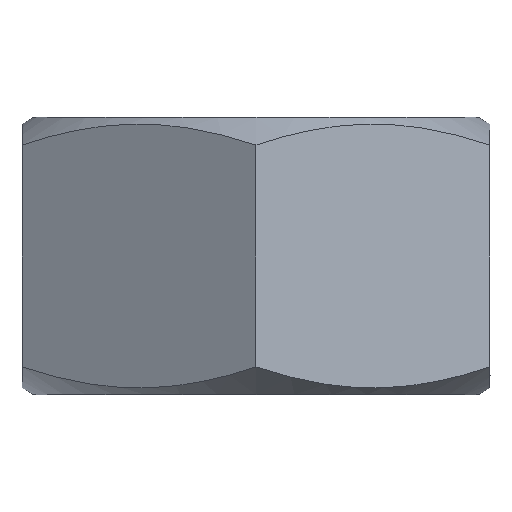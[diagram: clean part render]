
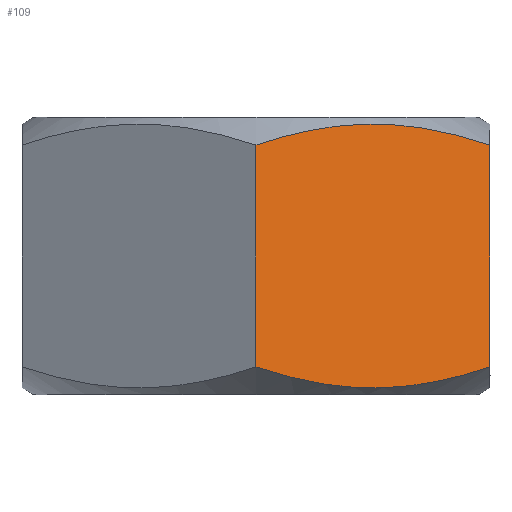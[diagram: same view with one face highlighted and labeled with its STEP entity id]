
A CAD part, front view. The second image highlights one B-rep face of the part: STEP entity #109.
In plain terms, the highlighted planar face has unit normal (0.5, -0.866, 0).
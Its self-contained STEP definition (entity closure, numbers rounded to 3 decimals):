
#109=ADVANCED_FACE('',(#154),#156,.T.);
#154=FACE_BOUND('',#155,.T.);
#155=EDGE_LOOP('',(#240,#241,#242,#243));
#156=PLANE('',#157);
#157=AXIS2_PLACEMENT_3D('',#158,#159,#160);
#158=CARTESIAN_POINT('',(0.,-15.588,0.));
#159=DIRECTION('',(0.5,-0.866,0.));
#160=DIRECTION('',(0.866,0.5,0.));
#240=ORIENTED_EDGE('',*,*,#285,.T.);
#241=ORIENTED_EDGE('',*,*,#284,.T.);
#242=ORIENTED_EDGE('',*,*,#286,.T.);
#243=ORIENTED_EDGE('',*,*,#287,.F.);
#284=EDGE_CURVE('',#316,#318,#320,.T.);
#285=EDGE_CURVE('',#321,#316,#322,.T.);
#286=EDGE_CURVE('',#318,#323,#324,.T.);
#287=EDGE_CURVE('',#321,#323,#325,.T.);
#316=VERTEX_POINT('',#660);
#318=VERTEX_POINT('',#716);
#320=LINE('',#772,#773);
#321=VERTEX_POINT('',#775);
#322=B_SPLINE_CURVE_WITH_KNOTS('',3,
(#776,#777,#778,#779,#780,#781,#782,#783,#784,#785,#786,#787,#788,#789,#790,#791,
#792,#793,#794,#795,#796,#797,#798,#799,#800,#801,#802,#803,#804,#805,#806,#807,
#808,#809,#810,#811,#812,#813,#814,#815,#816,#817,#818,#819,#820,#821),
.UNSPECIFIED.,.F.,.F.,
(4,1,1,1,1,1,1,1,1,1,1,1,1,1,1,1,1,1,1,1,1,1,1,1,1,1,1,1,1,1,1,1,1,1,1,1,1,1,1,1,
1,1,1,4),
(0.,0.011,0.021,0.032,0.044,
0.055,0.071,0.088,0.105,0.12,
0.135,0.154,0.174,0.196,0.221,
0.256,0.293,0.331,0.362,0.392,
0.423,0.454,0.484,0.5,0.513,
0.541,0.569,0.596,0.622,0.649,
0.675,0.702,0.728,0.753,0.779,
0.804,0.829,0.854,0.879,0.903,
0.928,0.952,0.976,1.),
.UNSPECIFIED.);
#323=VERTEX_POINT('',#822);
#324=B_SPLINE_CURVE_WITH_KNOTS('',3,
(#823,#824,#825,#826,#827,#828,#829,#830,#831,#832,#833,#834,#835,#836,#837,#838,
#839,#840,#841,#842,#843,#844,#845,#846,#847,#848,#849,#850,#851,#852,#853,#854,
#855,#856,#857,#858,#859,#860,#861,#862,#863,#864,#865,#866,#867,#868),
.UNSPECIFIED.,.F.,.F.,
(4,1,1,1,1,1,1,1,1,1,1,1,1,1,1,1,1,1,1,1,1,1,1,1,1,1,1,1,1,1,1,1,1,1,1,1,1,1,1,1,
1,1,1,4),
(0.,0.011,0.021,0.032,0.044,0.055,
0.071,0.088,0.105,0.12,0.135,
0.154,0.174,0.196,0.221,0.256,
0.293,0.331,0.362,0.392,0.423,
0.454,0.484,0.5,0.513,0.541,
0.569,0.596,0.622,0.649,0.675,
0.702,0.728,0.753,0.779,0.804,
0.829,0.854,0.879,0.903,0.928,
0.952,0.976,1.),
.UNSPECIFIED.);
#325=LINE('',#869,#870);
#660=CARTESIAN_POINT('',(13.5,-7.794,1.595));
#716=CARTESIAN_POINT('',(13.5,-7.794,14.405));
#772=CARTESIAN_POINT('',(13.5,-7.794,1.595));
#773=VECTOR('',#774,1.);
#774=DIRECTION('',(0.,0.,1.));
#775=CARTESIAN_POINT('',(0.,-15.588,1.595));
#776=CARTESIAN_POINT('',(0.,-15.588,1.595));
#777=CARTESIAN_POINT('',(0.046,-15.562,1.58));
#778=CARTESIAN_POINT('',(0.14,-15.508,1.549));
#779=CARTESIAN_POINT('',(0.282,-15.426,1.503));
#780=CARTESIAN_POINT('',(0.427,-15.342,1.456));
#781=CARTESIAN_POINT('',(0.575,-15.256,1.41));
#782=CARTESIAN_POINT('',(0.747,-15.157,1.357));
#783=CARTESIAN_POINT('',(0.943,-15.044,1.298));
#784=CARTESIAN_POINT('',(1.164,-14.916,1.233));
#785=CARTESIAN_POINT('',(1.379,-14.792,1.173));
#786=CARTESIAN_POINT('',(1.591,-14.67,1.115));
#787=CARTESIAN_POINT('',(1.809,-14.544,1.057));
#788=CARTESIAN_POINT('',(2.051,-14.404,0.995));
#789=CARTESIAN_POINT('',(2.324,-14.247,0.929));
#790=CARTESIAN_POINT('',(2.623,-14.074,0.86));
#791=CARTESIAN_POINT('',(2.994,-13.86,0.781));
#792=CARTESIAN_POINT('',(3.429,-13.609,0.696));
#793=CARTESIAN_POINT('',(3.929,-13.32,0.611));
#794=CARTESIAN_POINT('',(4.406,-13.045,0.543));
#795=CARTESIAN_POINT('',(4.857,-12.784,0.49));
#796=CARTESIAN_POINT('',(5.277,-12.542,0.45));
#797=CARTESIAN_POINT('',(5.699,-12.298,0.419));
#798=CARTESIAN_POINT('',(6.119,-12.056,0.399));
#799=CARTESIAN_POINT('',(6.469,-11.854,0.391));
#800=CARTESIAN_POINT('',(6.739,-11.698,0.389));
#801=CARTESIAN_POINT('',(7.001,-11.546,0.391));
#802=CARTESIAN_POINT('',(7.316,-11.365,0.397));
#803=CARTESIAN_POINT('',(7.691,-11.148,0.414));
#804=CARTESIAN_POINT('',(8.06,-10.935,0.437));
#805=CARTESIAN_POINT('',(8.425,-10.724,0.468));
#806=CARTESIAN_POINT('',(8.788,-10.515,0.506));
#807=CARTESIAN_POINT('',(9.148,-10.307,0.551));
#808=CARTESIAN_POINT('',(9.505,-10.101,0.602));
#809=CARTESIAN_POINT('',(9.858,-9.897,0.659));
#810=CARTESIAN_POINT('',(10.207,-9.695,0.722));
#811=CARTESIAN_POINT('',(10.552,-9.496,0.79));
#812=CARTESIAN_POINT('',(10.893,-9.299,0.864));
#813=CARTESIAN_POINT('',(11.23,-9.105,0.942));
#814=CARTESIAN_POINT('',(11.564,-8.912,1.024));
#815=CARTESIAN_POINT('',(11.894,-8.721,1.11));
#816=CARTESIAN_POINT('',(12.22,-8.533,1.2));
#817=CARTESIAN_POINT('',(12.544,-8.346,1.294));
#818=CARTESIAN_POINT('',(12.865,-8.161,1.391));
#819=CARTESIAN_POINT('',(13.183,-7.977,1.491));
#820=CARTESIAN_POINT('',(13.395,-7.855,1.56));
#821=CARTESIAN_POINT('',(13.5,-7.794,1.595));
#822=CARTESIAN_POINT('',(0.,-15.588,14.405));
#823=CARTESIAN_POINT('',(13.5,-7.794,14.405));
#824=CARTESIAN_POINT('',(13.454,-7.821,14.42));
#825=CARTESIAN_POINT('',(13.36,-7.875,14.451));
#826=CARTESIAN_POINT('',(13.218,-7.957,14.497));
#827=CARTESIAN_POINT('',(13.073,-8.041,14.544));
#828=CARTESIAN_POINT('',(12.925,-8.126,14.59));
#829=CARTESIAN_POINT('',(12.753,-8.225,14.643));
#830=CARTESIAN_POINT('',(12.557,-8.338,14.702));
#831=CARTESIAN_POINT('',(12.336,-8.466,14.767));
#832=CARTESIAN_POINT('',(12.121,-8.59,14.827));
#833=CARTESIAN_POINT('',(11.909,-8.713,14.885));
#834=CARTESIAN_POINT('',(11.691,-8.839,14.943));
#835=CARTESIAN_POINT('',(11.449,-8.979,15.005));
#836=CARTESIAN_POINT('',(11.176,-9.136,15.071));
#837=CARTESIAN_POINT('',(10.877,-9.309,15.14));
#838=CARTESIAN_POINT('',(10.506,-9.523,15.219));
#839=CARTESIAN_POINT('',(10.071,-9.774,15.304));
#840=CARTESIAN_POINT('',(9.571,-10.062,15.389));
#841=CARTESIAN_POINT('',(9.094,-10.338,15.457));
#842=CARTESIAN_POINT('',(8.643,-10.598,15.51));
#843=CARTESIAN_POINT('',(8.223,-10.841,15.55));
#844=CARTESIAN_POINT('',(7.801,-11.085,15.581));
#845=CARTESIAN_POINT('',(7.381,-11.327,15.601));
#846=CARTESIAN_POINT('',(7.031,-11.529,15.609));
#847=CARTESIAN_POINT('',(6.761,-11.685,15.611));
#848=CARTESIAN_POINT('',(6.499,-11.836,15.609));
#849=CARTESIAN_POINT('',(6.184,-12.018,15.603));
#850=CARTESIAN_POINT('',(5.809,-12.235,15.586));
#851=CARTESIAN_POINT('',(5.44,-12.448,15.563));
#852=CARTESIAN_POINT('',(5.075,-12.658,15.532));
#853=CARTESIAN_POINT('',(4.712,-12.868,15.494));
#854=CARTESIAN_POINT('',(4.352,-13.076,15.449));
#855=CARTESIAN_POINT('',(3.995,-13.282,15.398));
#856=CARTESIAN_POINT('',(3.642,-13.486,15.341));
#857=CARTESIAN_POINT('',(3.293,-13.687,15.278));
#858=CARTESIAN_POINT('',(2.948,-13.886,15.21));
#859=CARTESIAN_POINT('',(2.607,-14.083,15.136));
#860=CARTESIAN_POINT('',(2.27,-14.278,15.058));
#861=CARTESIAN_POINT('',(1.936,-14.471,14.976));
#862=CARTESIAN_POINT('',(1.606,-14.661,14.89));
#863=CARTESIAN_POINT('',(1.28,-14.85,14.8));
#864=CARTESIAN_POINT('',(0.956,-15.036,14.706));
#865=CARTESIAN_POINT('',(0.635,-15.222,14.609));
#866=CARTESIAN_POINT('',(0.317,-15.406,14.509));
#867=CARTESIAN_POINT('',(0.105,-15.528,14.44));
#868=CARTESIAN_POINT('',(0.,-15.588,14.405));
#869=CARTESIAN_POINT('',(0.,-15.588,1.595));
#870=VECTOR('',#871,1.);
#871=DIRECTION('',(0.,0.,1.));
